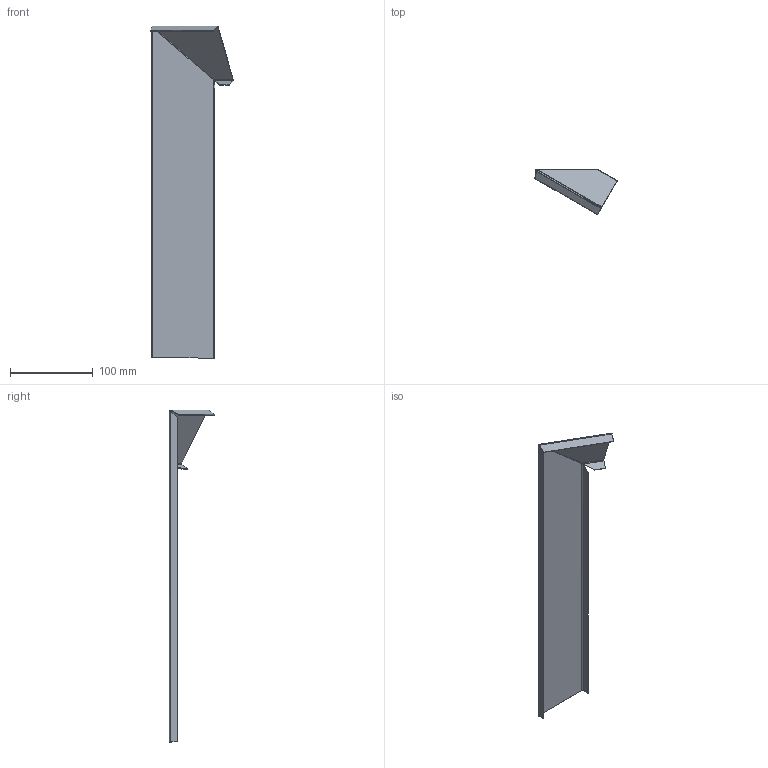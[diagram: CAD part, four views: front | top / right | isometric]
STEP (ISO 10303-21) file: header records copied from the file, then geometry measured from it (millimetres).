
FILE_DESCRIPTION (( 'STEP AP214' ), '1' );
FILE_NAME ('6287070.stp', '2016-06-20T06:24:58', ( '' ), ( '' ), 'SwSTEP 2.0', 'SolidWorks 2014', '' );
FILE_SCHEMA (( 'AUTOMOTIVE_DESIGN' ));
Length unit declared in the file: millimetre
Products named in the file (2): 6287070; 078620_Standard
Assembly tree (1 placements, depth 2):
  6287070
    078620_Standard
Bounding box: 99.46 x 54.94 x 400.01 mm (x, y, z)
Volume: 31869.4 mm3; surface area: 80527.9 mm2
Topology: 1 solids, 1 shells, 53 faces, 105 edges, 54 vertices
Faces by surface type: plane 35, cylinder 12, bspline 6
Entity records: 1529 total; most frequent: CARTESIAN_POINT 448, ORIENTED_EDGE 210, DIRECTION 202, EDGE_CURVE 105, LINE 68, VECTOR 68, AXIS2_PLACEMENT_3D 67, VERTEX_POINT 54
